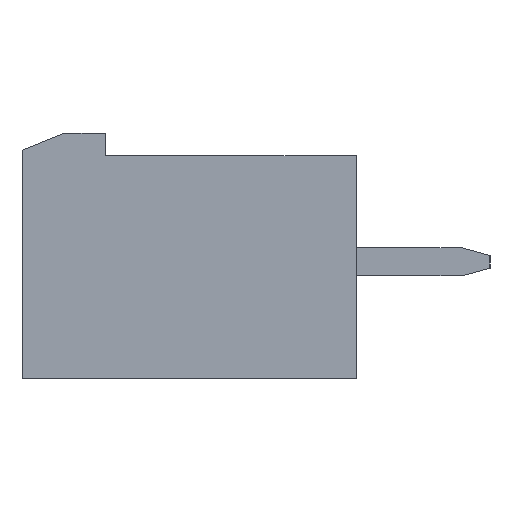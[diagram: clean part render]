
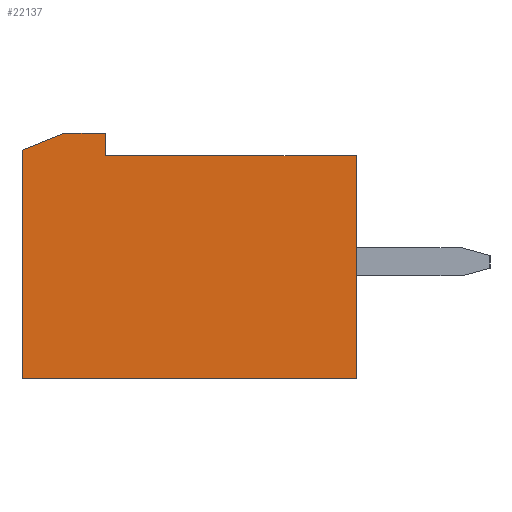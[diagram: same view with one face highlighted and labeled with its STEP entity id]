
A CAD part, left-side view. The second image highlights one B-rep face of the part: STEP entity #22137.
In plain terms, the highlighted planar face has unit normal (-1, 0, 0).
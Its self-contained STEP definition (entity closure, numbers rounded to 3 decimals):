
#33 = VECTOR ( 'NONE', #25577, 1000. ) ;
#61 = EDGE_CURVE ( 'NONE', #26161, #22223, #28669, .T. ) ;
#523 = VERTEX_POINT ( 'NONE', #26465 ) ;
#1101 = DIRECTION ( 'NONE',  ( 0., 0., 1. ) ) ;
#2372 = CARTESIAN_POINT ( 'NONE',  ( -0.5, 0., 0. ) ) ;
#2951 = ORIENTED_EDGE ( 'NONE', *, *, #6960, .T. ) ;
#3049 = EDGE_CURVE ( 'NONE', #20850, #26161, #8909, .T. ) ;
#3292 = CARTESIAN_POINT ( 'NONE',  ( -0.5, 9.01, 0. ) ) ;
#3388 = CARTESIAN_POINT ( 'NONE',  ( -0.5, 12., 0.2 ) ) ;
#3673 = ORIENTED_EDGE ( 'NONE', *, *, #27488, .T. ) ;
#4060 = DIRECTION ( 'NONE',  ( 0., 1., 0. ) ) ;
#4279 = VECTOR ( 'NONE', #4060, 1000. ) ;
#4442 = CARTESIAN_POINT ( 'NONE',  ( -0.5, 12., -8. ) ) ;
#5909 = CARTESIAN_POINT ( 'NONE',  ( -0.5, 0., 0. ) ) ;
#6357 = CARTESIAN_POINT ( 'NONE',  ( -0.5, 9.01, 0.8 ) ) ;
#6960 = EDGE_CURVE ( 'NONE', #21148, #18372, #17566, .T. ) ;
#8207 = DIRECTION ( 'NONE',  ( 0., 0., 1. ) ) ;
#8909 = LINE ( 'NONE', #10281, #26566 ) ;
#10281 = CARTESIAN_POINT ( 'NONE',  ( -0.5, 12., -6.5 ) ) ;
#11293 = EDGE_LOOP ( 'NONE', ( #27009, #27718, #29136, #13719, #2951, #3673, #16600 ) ) ;
#11576 = DIRECTION ( 'NONE',  ( 0., 1., 0. ) ) ;
#13719 = ORIENTED_EDGE ( 'NONE', *, *, #29600, .T. ) ;
#13902 = CARTESIAN_POINT ( 'NONE',  ( -0.5, 0., 0. ) ) ;
#14019 = VECTOR ( 'NONE', #16861, 1000. ) ;
#14042 = EDGE_CURVE ( 'NONE', #523, #20850, #18357, .T. ) ;
#14114 = FACE_OUTER_BOUND ( 'NONE', #11293, .T. ) ;
#14525 = CARTESIAN_POINT ( 'NONE',  ( -0.5, 0., -8. ) ) ;
#15453 = LINE ( 'NONE', #14525, #14019 ) ;
#15720 = VECTOR ( 'NONE', #16821, 1000. ) ;
#15898 = CARTESIAN_POINT ( 'NONE',  ( -0.5, 9.01, 0.8 ) ) ;
#16600 = ORIENTED_EDGE ( 'NONE', *, *, #14042, .T. ) ;
#16787 = CARTESIAN_POINT ( 'NONE',  ( -0.5, 12., -8. ) ) ;
#16821 = DIRECTION ( 'NONE',  ( 0., -1., 0. ) ) ;
#16861 = DIRECTION ( 'NONE',  ( 0., 0., 1. ) ) ;
#17379 = PLANE ( 'NONE',  #25615 ) ;
#17566 = LINE ( 'NONE', #3292, #22930 ) ;
#18212 = LINE ( 'NONE', #2372, #24296 ) ;
#18357 = LINE ( 'NONE', #23278, #33 ) ;
#18372 = VERTEX_POINT ( 'NONE', #15898 ) ;
#20544 = CARTESIAN_POINT ( 'NONE',  ( -0.5, 9.01, 0. ) ) ;
#20850 = VERTEX_POINT ( 'NONE', #3388 ) ;
#21148 = VERTEX_POINT ( 'NONE', #20544 ) ;
#21979 = DIRECTION ( 'NONE',  ( -1., 0., 0. ) ) ;
#22137 = ADVANCED_FACE ( 'NONE', ( #14114 ), #17379, .T. ) ;
#22223 = VERTEX_POINT ( 'NONE', #24576 ) ;
#22930 = VECTOR ( 'NONE', #1101, 1000. ) ;
#23278 = CARTESIAN_POINT ( 'NONE',  ( -0.5, 10.5, 0.8 ) ) ;
#24296 = VECTOR ( 'NONE', #11576, 1000. ) ;
#24576 = CARTESIAN_POINT ( 'NONE',  ( -0.5, 0., -8. ) ) ;
#25577 = DIRECTION ( 'NONE',  ( 0., 0.928, -0.371 ) ) ;
#25615 = AXIS2_PLACEMENT_3D ( 'NONE', #5909, #21979, #8207 ) ;
#26161 = VERTEX_POINT ( 'NONE', #4442 ) ;
#26460 = EDGE_CURVE ( 'NONE', #22223, #29616, #15453, .T. ) ;
#26465 = CARTESIAN_POINT ( 'NONE',  ( -0.5, 10.5, 0.8 ) ) ;
#26566 = VECTOR ( 'NONE', #28647, 1000. ) ;
#27009 = ORIENTED_EDGE ( 'NONE', *, *, #3049, .T. ) ;
#27488 = EDGE_CURVE ( 'NONE', #18372, #523, #28692, .T. ) ;
#27718 = ORIENTED_EDGE ( 'NONE', *, *, #61, .T. ) ;
#28647 = DIRECTION ( 'NONE',  ( 0., 0., -1. ) ) ;
#28669 = LINE ( 'NONE', #16787, #15720 ) ;
#28692 = LINE ( 'NONE', #6357, #4279 ) ;
#29136 = ORIENTED_EDGE ( 'NONE', *, *, #26460, .T. ) ;
#29600 = EDGE_CURVE ( 'NONE', #29616, #21148, #18212, .T. ) ;
#29616 = VERTEX_POINT ( 'NONE', #13902 ) ;
